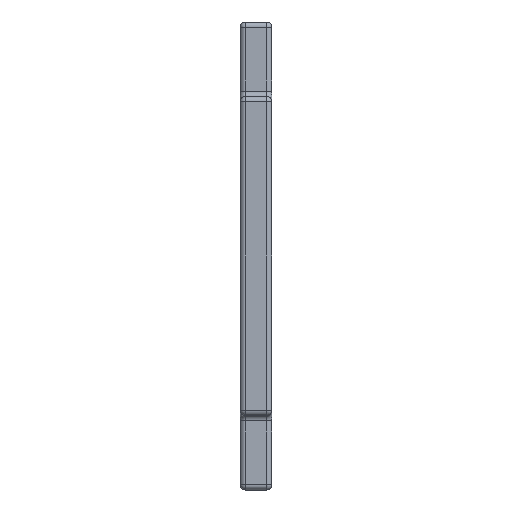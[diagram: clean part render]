
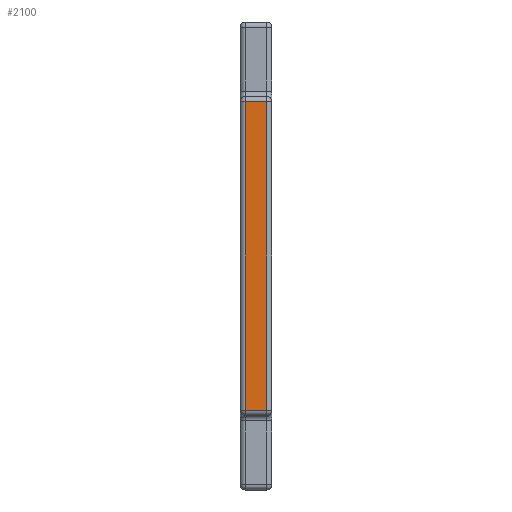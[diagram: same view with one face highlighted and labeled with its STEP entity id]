
A CAD part, left-side view. The second image highlights one B-rep face of the part: STEP entity #2100.
In plain terms, the highlighted planar face has unit normal (-1, 0, 0).
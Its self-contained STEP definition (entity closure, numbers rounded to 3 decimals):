
#165=LINE('',#3768,#252);
#166=LINE('',#3776,#253);
#170=LINE('',#3806,#257);
#171=LINE('',#3808,#258);
#252=VECTOR('',#3076,10.);
#253=VECTOR('',#3087,10.);
#257=VECTOR('',#3127,10.);
#258=VECTOR('',#3130,10.);
#294=PLANE('',#2463);
#413=FACE_OUTER_BOUND('',#562,.T.);
#562=EDGE_LOOP('',(#1925,#1926,#1927,#1928));
#972=VERTEX_POINT('',#3741);
#979=VERTEX_POINT('',#3764);
#980=VERTEX_POINT('',#3770);
#989=VERTEX_POINT('',#3801);
#1254=EDGE_CURVE('',#972,#979,#165,.T.);
#1258=EDGE_CURVE('',#980,#972,#166,.T.);
#1274=EDGE_CURVE('',#979,#989,#170,.T.);
#1275=EDGE_CURVE('',#989,#980,#171,.T.);
#1925=ORIENTED_EDGE('',*,*,#1254,.F.);
#1926=ORIENTED_EDGE('',*,*,#1258,.F.);
#1927=ORIENTED_EDGE('',*,*,#1275,.F.);
#1928=ORIENTED_EDGE('',*,*,#1274,.F.);
#2100=ADVANCED_FACE('',(#413),#294,.T.);
#2463=AXIS2_PLACEMENT_3D('',#3887,#3244,#3245);
#3076=DIRECTION('',(0.,0.,-1.));
#3087=DIRECTION('',(0.,-1.,0.));
#3127=DIRECTION('',(0.,1.,0.));
#3130=DIRECTION('',(0.,0.,1.));
#3244=DIRECTION('center_axis',(-1.,0.,0.));
#3245=DIRECTION('ref_axis',(0.,0.,1.));
#3741=CARTESIAN_POINT('',(0.,0.5,-7.5));
#3764=CARTESIAN_POINT('',(0.,0.5,-36.5));
#3768=CARTESIAN_POINT('',(0.,0.5,-29.5));
#3770=CARTESIAN_POINT('',(0.,2.5,-7.5));
#3776=CARTESIAN_POINT('',(0.,0.,-7.5));
#3801=CARTESIAN_POINT('',(0.,2.5,-36.5));
#3806=CARTESIAN_POINT('',(0.,0.,-36.5));
#3808=CARTESIAN_POINT('',(0.,2.5,-29.5));
#3887=CARTESIAN_POINT('Origin',(0.,0.,-37.));
